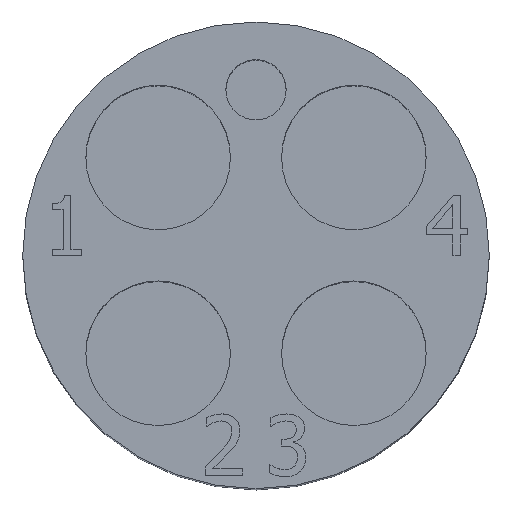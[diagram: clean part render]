
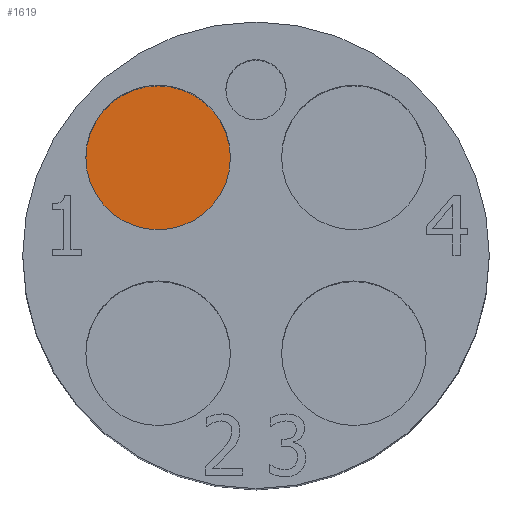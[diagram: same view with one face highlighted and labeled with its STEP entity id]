
A CAD part, top view. The second image highlights one B-rep face of the part: STEP entity #1619.
In plain terms, the highlighted planar face has unit normal (0, 0, 1).
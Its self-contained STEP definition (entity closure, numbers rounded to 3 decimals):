
#36=CIRCLE($,#1697,2.4);
#240=FACE_OUTER_BOUND($,#349,.T.);
#349=EDGE_LOOP($,(#1464));
#800=VERTEX_POINT($,#2965);
#1024=EDGE_CURVE($,#800,#800,#36,.T.);
#1464=ORIENTED_EDGE($,*,*,#1024,.T.);
#1522=PLANE($,#1698);
#1619=ADVANCED_FACE($,(#240),#1522,.F.);
#1697=AXIS2_PLACEMENT_3D($,#2966,#1991,#1992);
#1698=AXIS2_PLACEMENT_3D($,#2967,#1993,#1994);
#1991=DIRECTION('center_axis',(0.,0.,1.));
#1992=DIRECTION('ref_axis',(-1.,0.,0.));
#1993=DIRECTION('center_axis',(0.,0.,-1.));
#1994=DIRECTION('ref_axis',(-1.,0.,0.));
#2965=CARTESIAN_POINT('',(-0.85,3.25,12.5));
#2966=CARTESIAN_POINT('Origin',(-3.25,3.25,12.5));
#2967=CARTESIAN_POINT('Origin',(-3.25,3.25,12.5));
